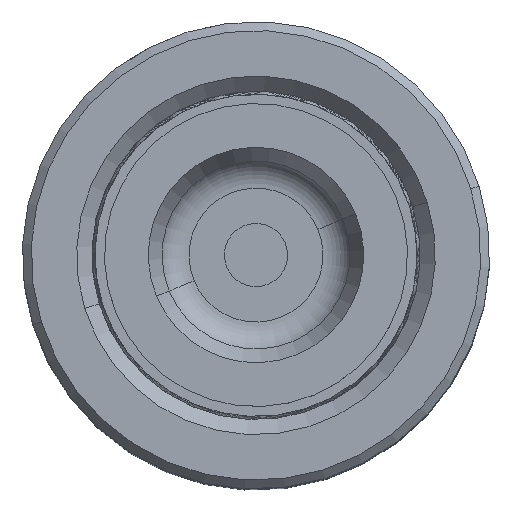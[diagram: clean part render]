
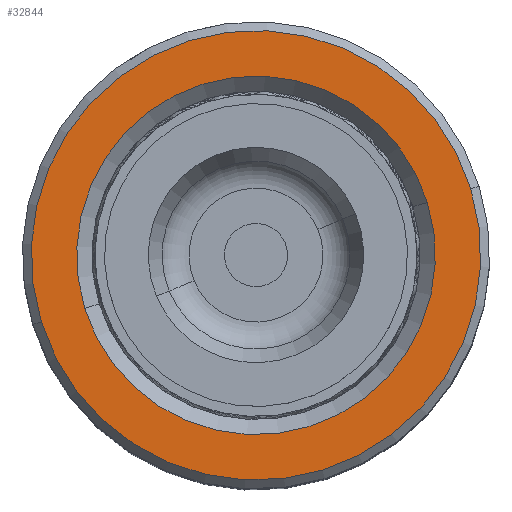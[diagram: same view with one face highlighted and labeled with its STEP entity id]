
A CAD part, top view. The second image highlights one B-rep face of the part: STEP entity #32844.
In plain terms, the highlighted planar face has unit normal (0, 0, 1).
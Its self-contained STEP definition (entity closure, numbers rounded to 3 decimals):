
#418 = EDGE_CURVE ( 'NONE', #15232, #27304, #25992, .T. ) ;
#634 = VERTEX_POINT ( 'NONE', #32152 ) ;
#2424 = EDGE_LOOP ( 'NONE', ( #2967, #21100 ) ) ;
#2717 = EDGE_CURVE ( 'NONE', #27304, #15232, #16938, .T. ) ;
#2967 = ORIENTED_EDGE ( 'NONE', *, *, #418, .T. ) ;
#2969 = ORIENTED_EDGE ( 'NONE', *, *, #20075, .T. ) ;
#3496 = CARTESIAN_POINT ( 'NONE',  ( 14.2, 0., 60. ) ) ;
#4131 = DIRECTION ( 'NONE',  ( 1., 0., 0. ) ) ;
#4370 = PLANE ( 'NONE',  #25346 ) ;
#5941 = FACE_OUTER_BOUND ( 'NONE', #16643, .T. ) ;
#6587 = CARTESIAN_POINT ( 'NONE',  ( -14.2, 0., 60. ) ) ;
#6622 = CARTESIAN_POINT ( 'NONE',  ( 0., 0., 60. ) ) ;
#8861 = CARTESIAN_POINT ( 'NONE',  ( 0., 0., 60. ) ) ;
#9027 = ORIENTED_EDGE ( 'NONE', *, *, #38338, .T. ) ;
#11887 = DIRECTION ( 'NONE',  ( 0., 0., 1. ) ) ;
#13250 = DIRECTION ( 'NONE',  ( 1., 0., 0. ) ) ;
#13980 = DIRECTION ( 'NONE',  ( 1., 0., 0. ) ) ;
#14270 = AXIS2_PLACEMENT_3D ( 'NONE', #6622, #24526, #24663 ) ;
#15232 = VERTEX_POINT ( 'NONE', #3496 ) ;
#16643 = EDGE_LOOP ( 'NONE', ( #9027, #2969 ) ) ;
#16752 = AXIS2_PLACEMENT_3D ( 'NONE', #22189, #22327, #4131 ) ;
#16938 = CIRCLE ( 'NONE', #14270, 14.2 ) ;
#17810 = DIRECTION ( 'NONE',  ( 1., 0., 0. ) ) ;
#19310 = CIRCLE ( 'NONE', #24647, 17.8 ) ;
#20075 = EDGE_CURVE ( 'NONE', #27454, #634, #19310, .T. ) ;
#20619 = CIRCLE ( 'NONE', #27020, 17.8 ) ;
#21100 = ORIENTED_EDGE ( 'NONE', *, *, #2717, .T. ) ;
#22189 = CARTESIAN_POINT ( 'NONE',  ( 0., 0., 60. ) ) ;
#22220 = CARTESIAN_POINT ( 'NONE',  ( 17.8, 0., 60. ) ) ;
#22327 = DIRECTION ( 'NONE',  ( 0., 0., -1. ) ) ;
#24526 = DIRECTION ( 'NONE',  ( 0., 0., -1. ) ) ;
#24647 = AXIS2_PLACEMENT_3D ( 'NONE', #31536, #28712, #13250 ) ;
#24663 = DIRECTION ( 'NONE',  ( 1., 0., 0. ) ) ;
#25250 = FACE_BOUND ( 'NONE', #2424, .T. ) ;
#25346 = AXIS2_PLACEMENT_3D ( 'NONE', #31471, #34505, #13980 ) ;
#25992 = CIRCLE ( 'NONE', #16752, 14.2 ) ;
#27020 = AXIS2_PLACEMENT_3D ( 'NONE', #8861, #11887, #17810 ) ;
#27304 = VERTEX_POINT ( 'NONE', #6587 ) ;
#27454 = VERTEX_POINT ( 'NONE', #22220 ) ;
#28712 = DIRECTION ( 'NONE',  ( 0., 0., 1. ) ) ;
#31471 = CARTESIAN_POINT ( 'NONE',  ( 0., 0., 60. ) ) ;
#31536 = CARTESIAN_POINT ( 'NONE',  ( 0., 0., 60. ) ) ;
#32152 = CARTESIAN_POINT ( 'NONE',  ( -17.8, 0., 60. ) ) ;
#32844 = ADVANCED_FACE ( 'NONE', ( #5941, #25250 ), #4370, .T. ) ;
#34505 = DIRECTION ( 'NONE',  ( 0., 0., 1. ) ) ;
#38338 = EDGE_CURVE ( 'NONE', #634, #27454, #20619, .T. ) ;
